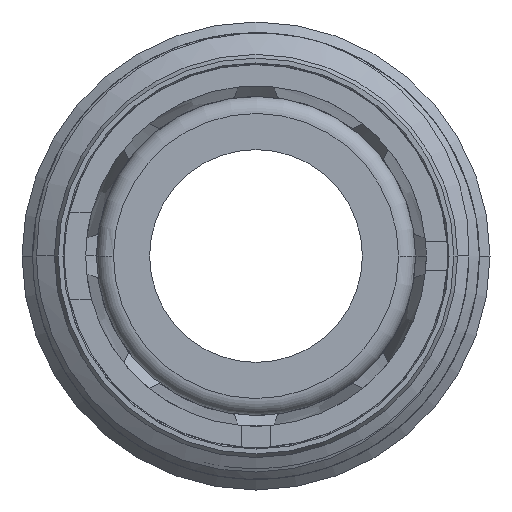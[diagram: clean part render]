
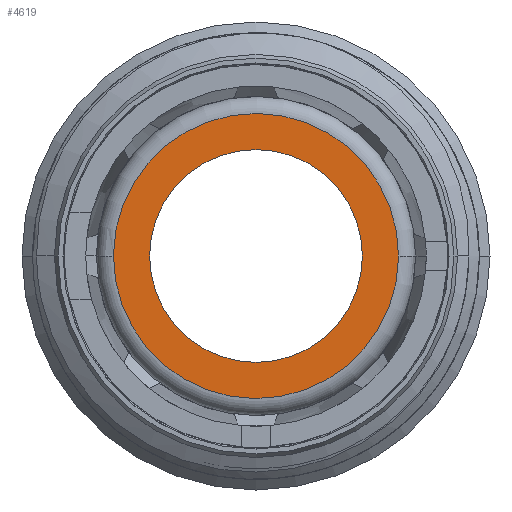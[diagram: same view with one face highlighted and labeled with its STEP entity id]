
A CAD part, left-side view. The second image highlights one B-rep face of the part: STEP entity #4619.
In plain terms, the highlighted planar face has unit normal (-1, 0, 0).
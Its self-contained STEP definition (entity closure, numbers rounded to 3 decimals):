
#239=CARTESIAN_POINT('',(13.3,0.,0.));
#240=DIRECTION('',(1.,0.,0.));
#241=DIRECTION('',(0.,-1.,0.));
#242=AXIS2_PLACEMENT_3D('',#239,#240,#241);
#244=CARTESIAN_POINT('',(13.3,0.,0.));
#245=DIRECTION('',(1.,0.,0.));
#246=DIRECTION('',(0.,1.,0.));
#247=AXIS2_PLACEMENT_3D('',#244,#245,#246);
#249=CARTESIAN_POINT('',(13.3,0.,0.));
#250=DIRECTION('',(-1.,0.,0.));
#251=DIRECTION('',(0.,1.,0.));
#252=AXIS2_PLACEMENT_3D('',#249,#250,#251);
#254=CARTESIAN_POINT('',(13.3,0.,0.));
#255=DIRECTION('',(-1.,0.,0.));
#256=DIRECTION('',(0.,1.,0.016));
#257=AXIS2_PLACEMENT_3D('',#254,#255,#256);
#259=CARTESIAN_POINT('',(13.3,0.,0.));
#260=DIRECTION('',(-1.,0.,0.));
#261=DIRECTION('',(0.,-1.,0.));
#262=AXIS2_PLACEMENT_3D('',#259,#260,#261);
#269=CARTESIAN_POINT('',(13.3,0.,0.));
#270=DIRECTION('',(1.,0.,0.));
#271=DIRECTION('',(0.,-1.,0.));
#272=AXIS2_PLACEMENT_3D('',#269,#270,#271);
#4301=CARTESIAN_POINT('',(13.3,6.699,0.108));
#4302=CARTESIAN_POINT('',(13.3,6.7,0.));
#4303=VERTEX_POINT('',#4301);
#4304=VERTEX_POINT('',#4302);
#4305=CARTESIAN_POINT('',(13.3,-6.7,0.));
#4306=VERTEX_POINT('',#4305);
#4307=CARTESIAN_POINT('',(13.3,-6.699,-0.108));
#4308=VERTEX_POINT('',#4307);
#4309=CARTESIAN_POINT('',(13.3,5.,0.));
#4310=CARTESIAN_POINT('',(13.3,-5.,0.));
#4311=VERTEX_POINT('',#4309);
#4312=VERTEX_POINT('',#4310);
#4600=CARTESIAN_POINT('',(13.3,0.,0.));
#4601=DIRECTION('',(1.,0.,0.));
#4602=DIRECTION('',(0.,-1.,0.));
#4603=AXIS2_PLACEMENT_3D('',#4600,#4601,#4602);
#4604=PLANE('3265',#4603);
#4606=ORIENTED_EDGE('3034',*,*,#4605,.F.);
#4608=ORIENTED_EDGE('3030',*,*,#4607,.F.);
#4610=ORIENTED_EDGE('3031',*,*,#4609,.F.);
#4612=ORIENTED_EDGE('3035',*,*,#4611,.T.);
#4613=EDGE_LOOP('3265',(#4606,#4608,#4610,#4612));
#4614=FACE_OUTER_BOUND('3265',#4613,.F.);
#4615=ORIENTED_EDGE('3037',*,*,#4592,.F.);
#4616=ORIENTED_EDGE('3036',*,*,#4580,.F.);
#4617=EDGE_LOOP('3265',(#4615,#4616));
#4618=FACE_BOUND('3265',#4617,.F.);
#243=CIRCLE('3037',#242,5.);
#248=CIRCLE('3036',#247,5.);
#253=CIRCLE('3034',#252,6.7);
#258=CIRCLE('3030',#257,6.7);
#263=CIRCLE('3031',#262,6.7);
#273=CIRCLE('3035',#272,6.7);
#4580=EDGE_CURVE('3036',#4311,#4312,#248,.T.);
#4592=EDGE_CURVE('3037',#4312,#4311,#243,.T.);
#4605=EDGE_CURVE('3034',#4304,#4308,#253,.T.);
#4607=EDGE_CURVE('3030',#4303,#4304,#258,.T.);
#4609=EDGE_CURVE('3031',#4306,#4303,#263,.T.);
#4611=EDGE_CURVE('3035',#4306,#4308,#273,.T.);
#4619=ADVANCED_FACE('3265',(#4614,#4618),#4604,.F.);
